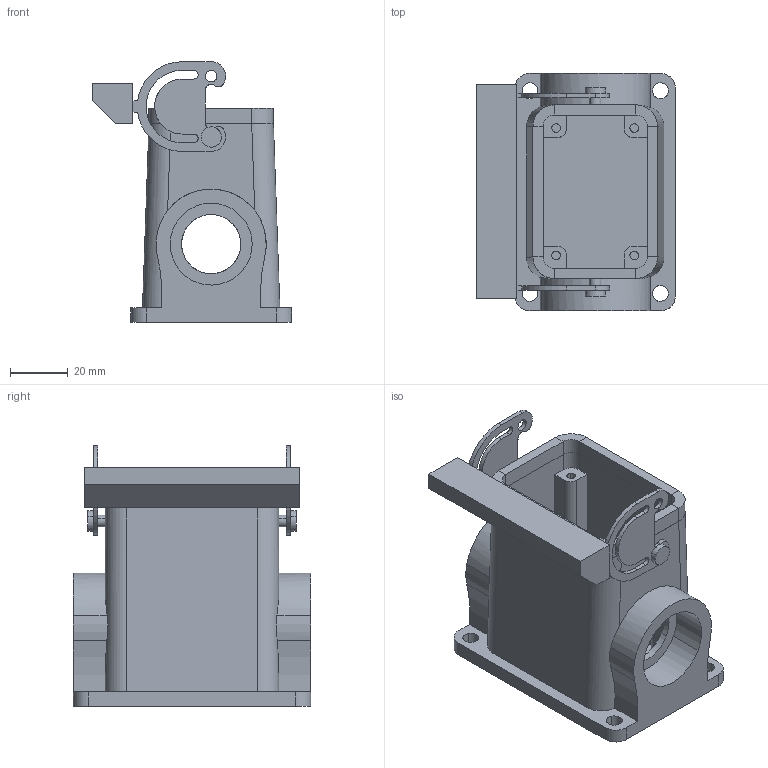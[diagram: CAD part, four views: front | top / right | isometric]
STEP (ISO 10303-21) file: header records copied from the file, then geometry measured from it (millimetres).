
FILE_DESCRIPTION(('CATIA V5 STEP Exchange','CAx-IF Rec.Pracs.--- Model Styling and Organization---1.4--- 2014-01-23'),'2;1');
FILE_NAME ('13338632_3', '2019-07-25T14:10:50+00:00', ('none'), ('Weidmueller'), 'CATIA Version 5-6 Release 2016 SP3 HF44', 'CATIA V5 STEP AP214', 'none');
FILE_SCHEMA(('AUTOMOTIVE_DESIGN { 1 0 10303 214 1 1 1 1 }'));
Length unit declared in the file: millimetre
Products named in the file (1): 1652840000
Bounding box: 68.75 x 82 x 90 mm (x, y, z)
Volume: 114980 mm3; surface area: 47386 mm2
Topology: 2 solids, 2 shells, 198 faces, 531 edges, 344 vertices
Faces by surface type: plane 102, cylinder 96
Entity records: 6335 total; most frequent: CARTESIAN_POINT 1660, ORIENTED_EDGE 1062, DIRECTION 740, EDGE_CURVE 531, VERTEX_POINT 344, VECTOR 315, LINE 315, AXIS2_PLACEMENT_3D 293
